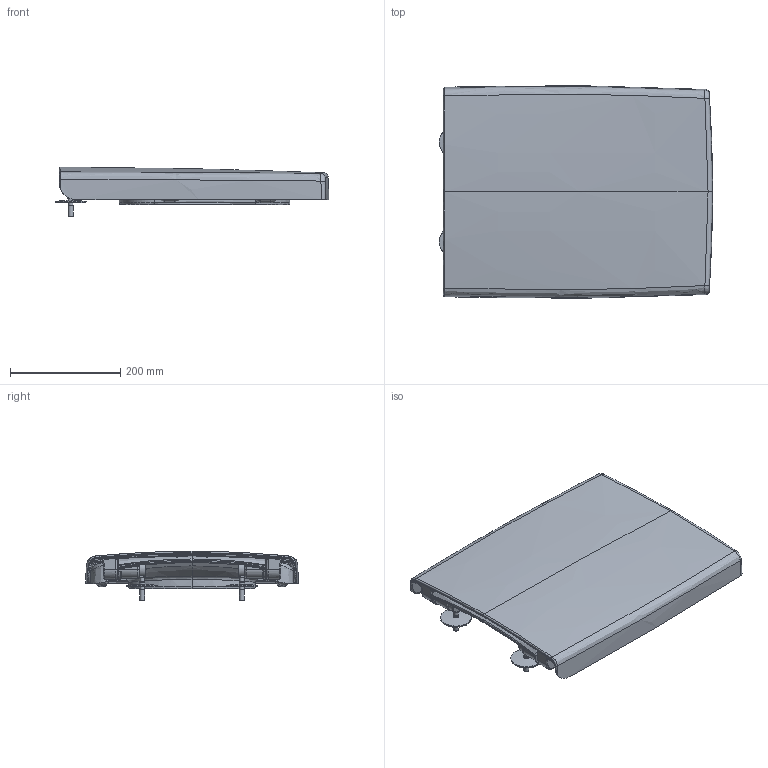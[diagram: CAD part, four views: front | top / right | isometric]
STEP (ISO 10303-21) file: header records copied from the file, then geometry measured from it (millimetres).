
FILE_DESCRIPTION(/* description */ (''),/* implementation_level */ '2;1');
FILE_NAME(/* name */ '9M12S1_WCS.stp',/* time_stamp */ '2021-10-26T08:26:02+02:00',/* author */ (''),/* organization */ (''),/* preprocessor_version */ 'ST-DEVELOPER v18.1',/* originating_system */ 'SIEMENS PLM Software NX 1973',/* authorisation */ '');
FILE_SCHEMA (('AUTOMOTIVE_DESIGN { 1 0 10303 214 3 1 1 1 }'));
Products named in the file (1): Muel53B0176Bkkrk
Bounding box: 497 x 386.27 x 90.3 mm (x, y, z)
Volume: 2019540.9 mm3; surface area: 826538.3 mm2
Topology: 10 solids, 10 shells, 701 faces, 1650 edges, 933 vertices
Faces by surface type: bspline 474, cylinder 86, plane 57, sphere 34, revolution 19, torus 14, cone 12, extrusion 5
Full cylindrical faces by diameter (mm): 8 x4, 8.2 x2, 8.5 x2, 8.85 x2, 9 x2, 9.1 x4, 10 x2, 27.528 x2
Entity records: 98232 total; most frequent: CARTESIAN_POINT 86447, ORIENTED_EDGE 3076, EDGE_CURVE 1538, B_SPLINE_CURVE_WITH_KNOTS 1172, DIRECTION 1073, VERTEX_POINT 905, EDGE_LOOP 757, ADVANCED_FACE 700
